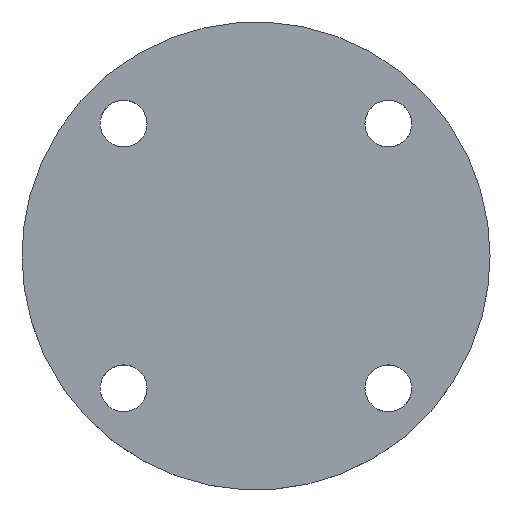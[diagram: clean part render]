
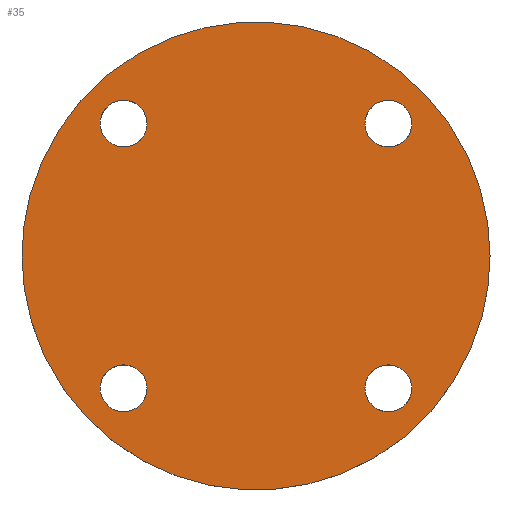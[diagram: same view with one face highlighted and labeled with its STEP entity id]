
A CAD part, top view. The second image highlights one B-rep face of the part: STEP entity #35.
In plain terms, the highlighted planar face has unit normal (0, 0, 1).
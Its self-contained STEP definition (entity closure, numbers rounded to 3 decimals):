
#35=ADVANCED_FACE('',(#87,#66,#67,#68,#69),#594,.T.);
#66=FACE_BOUND('',#134,.T.);
#67=FACE_BOUND('',#135,.T.);
#68=FACE_BOUND('',#136,.T.);
#69=FACE_BOUND('',#137,.T.);
#87=FACE_OUTER_BOUND('',#133,.T.);
#133=EDGE_LOOP('',(#241,#242));
#134=EDGE_LOOP('',(#243,#244));
#135=EDGE_LOOP('',(#245,#246));
#136=EDGE_LOOP('',(#247,#248));
#137=EDGE_LOOP('',(#249,#250));
#241=ORIENTED_EDGE('',*,*,#365,.T.);
#242=ORIENTED_EDGE('',*,*,#396,.T.);
#243=ORIENTED_EDGE('',*,*,#372,.T.);
#244=ORIENTED_EDGE('',*,*,#401,.T.);
#245=ORIENTED_EDGE('',*,*,#375,.T.);
#246=ORIENTED_EDGE('',*,*,#404,.T.);
#247=ORIENTED_EDGE('',*,*,#378,.T.);
#248=ORIENTED_EDGE('',*,*,#407,.T.);
#249=ORIENTED_EDGE('',*,*,#381,.T.);
#250=ORIENTED_EDGE('',*,*,#410,.T.);
#365=EDGE_CURVE('',#527,#547,#471,.T.);
#372=EDGE_CURVE('',#531,#549,#476,.T.);
#375=EDGE_CURVE('',#533,#551,#478,.T.);
#378=EDGE_CURVE('',#535,#553,#480,.T.);
#381=EDGE_CURVE('',#537,#555,#482,.T.);
#396=EDGE_CURVE('',#547,#527,#492,.T.);
#401=EDGE_CURVE('',#549,#531,#494,.T.);
#404=EDGE_CURVE('',#551,#533,#496,.T.);
#407=EDGE_CURVE('',#553,#535,#498,.T.);
#410=EDGE_CURVE('',#555,#537,#500,.T.);
#471=(
BOUNDED_CURVE()
B_SPLINE_CURVE(2,(#1159,#1160,#1161,#1162,#1163),.UNSPECIFIED.,.F.,.F.)
B_SPLINE_CURVE_WITH_KNOTS((3,2,3),(-314.159,-235.619,
-157.08),.UNSPECIFIED.)
CURVE()
GEOMETRIC_REPRESENTATION_ITEM()
RATIONAL_B_SPLINE_CURVE((1.,0.707,1.,0.707,1.))
REPRESENTATION_ITEM('')
);
#476=(
BOUNDED_CURVE()
B_SPLINE_CURVE(2,(#1194,#1195,#1196,#1197,#1198),.UNSPECIFIED.,.F.,.F.)
B_SPLINE_CURVE_WITH_KNOTS((3,2,3),(0.,9.425,18.85),
 .UNSPECIFIED.)
CURVE()
GEOMETRIC_REPRESENTATION_ITEM()
RATIONAL_B_SPLINE_CURVE((1.,0.707,1.,0.707,1.))
REPRESENTATION_ITEM('')
);
#478=(
BOUNDED_CURVE()
B_SPLINE_CURVE(2,(#1206,#1207,#1208,#1209,#1210),.UNSPECIFIED.,.F.,.F.)
B_SPLINE_CURVE_WITH_KNOTS((3,2,3),(0.,9.425,18.85),
 .UNSPECIFIED.)
CURVE()
GEOMETRIC_REPRESENTATION_ITEM()
RATIONAL_B_SPLINE_CURVE((1.,0.707,1.,0.707,1.))
REPRESENTATION_ITEM('')
);
#480=(
BOUNDED_CURVE()
B_SPLINE_CURVE(2,(#1218,#1219,#1220,#1221,#1222),.UNSPECIFIED.,.F.,.F.)
B_SPLINE_CURVE_WITH_KNOTS((3,2,3),(0.,9.425,18.85),
 .UNSPECIFIED.)
CURVE()
GEOMETRIC_REPRESENTATION_ITEM()
RATIONAL_B_SPLINE_CURVE((1.,0.707,1.,0.707,1.))
REPRESENTATION_ITEM('')
);
#482=(
BOUNDED_CURVE()
B_SPLINE_CURVE(2,(#1230,#1231,#1232,#1233,#1234),.UNSPECIFIED.,.F.,.F.)
B_SPLINE_CURVE_WITH_KNOTS((3,2,3),(0.,9.425,18.85),
 .UNSPECIFIED.)
CURVE()
GEOMETRIC_REPRESENTATION_ITEM()
RATIONAL_B_SPLINE_CURVE((1.,0.707,1.,0.707,1.))
REPRESENTATION_ITEM('')
);
#492=(
BOUNDED_CURVE()
B_SPLINE_CURVE(2,(#1284,#1285,#1286,#1287,#1288),.UNSPECIFIED.,.F.,.F.)
B_SPLINE_CURVE_WITH_KNOTS((3,2,3),(-157.08,-78.54,0.),
 .UNSPECIFIED.)
CURVE()
GEOMETRIC_REPRESENTATION_ITEM()
RATIONAL_B_SPLINE_CURVE((1.,0.707,1.,0.707,1.))
REPRESENTATION_ITEM('')
);
#494=(
BOUNDED_CURVE()
B_SPLINE_CURVE(2,(#1309,#1310,#1311,#1312,#1313),.UNSPECIFIED.,.F.,.F.)
B_SPLINE_CURVE_WITH_KNOTS((3,2,3),(18.85,28.274,37.699),
 .UNSPECIFIED.)
CURVE()
GEOMETRIC_REPRESENTATION_ITEM()
RATIONAL_B_SPLINE_CURVE((1.,0.707,1.,0.707,1.))
REPRESENTATION_ITEM('')
);
#496=(
BOUNDED_CURVE()
B_SPLINE_CURVE(2,(#1321,#1322,#1323,#1324,#1325),.UNSPECIFIED.,.F.,.F.)
B_SPLINE_CURVE_WITH_KNOTS((3,2,3),(18.85,28.274,37.699),
 .UNSPECIFIED.)
CURVE()
GEOMETRIC_REPRESENTATION_ITEM()
RATIONAL_B_SPLINE_CURVE((1.,0.707,1.,0.707,1.))
REPRESENTATION_ITEM('')
);
#498=(
BOUNDED_CURVE()
B_SPLINE_CURVE(2,(#1333,#1334,#1335,#1336,#1337),.UNSPECIFIED.,.F.,.F.)
B_SPLINE_CURVE_WITH_KNOTS((3,2,3),(18.85,28.274,37.699),
 .UNSPECIFIED.)
CURVE()
GEOMETRIC_REPRESENTATION_ITEM()
RATIONAL_B_SPLINE_CURVE((1.,0.707,1.,0.707,1.))
REPRESENTATION_ITEM('')
);
#500=(
BOUNDED_CURVE()
B_SPLINE_CURVE(2,(#1345,#1346,#1347,#1348,#1349),.UNSPECIFIED.,.F.,.F.)
B_SPLINE_CURVE_WITH_KNOTS((3,2,3),(18.85,28.274,37.699),
 .UNSPECIFIED.)
CURVE()
GEOMETRIC_REPRESENTATION_ITEM()
RATIONAL_B_SPLINE_CURVE((1.,0.707,1.,0.707,1.))
REPRESENTATION_ITEM('')
);
#527=VERTEX_POINT('',#1118);
#531=VERTEX_POINT('',#1122);
#533=VERTEX_POINT('',#1124);
#535=VERTEX_POINT('',#1126);
#537=VERTEX_POINT('',#1128);
#547=VERTEX_POINT('',#1138);
#549=VERTEX_POINT('',#1140);
#551=VERTEX_POINT('',#1142);
#553=VERTEX_POINT('',#1144);
#555=VERTEX_POINT('',#1146);
#594=PLANE('',#622);
#622=AXIS2_PLACEMENT_3D('',#890,#633,$);
#633=DIRECTION('',(0.,0.,1.));
#890=CARTESIAN_POINT('',(-75.,-75.,190.));
#1118=CARTESIAN_POINT('',(-60.,0.,190.));
#1122=CARTESIAN_POINT('',(27.941,33.941,190.));
#1124=CARTESIAN_POINT('',(-39.941,33.941,190.));
#1126=CARTESIAN_POINT('',(-39.941,-33.941,190.));
#1128=CARTESIAN_POINT('',(27.941,-33.941,190.));
#1138=CARTESIAN_POINT('',(60.,0.,190.));
#1140=CARTESIAN_POINT('',(39.941,33.941,190.));
#1142=CARTESIAN_POINT('',(-27.941,33.941,190.));
#1144=CARTESIAN_POINT('',(-27.941,-33.941,190.));
#1146=CARTESIAN_POINT('',(39.941,-33.941,190.));
#1159=CARTESIAN_POINT('',(-60.,0.,190.));
#1160=CARTESIAN_POINT('',(-60.,-60.,190.));
#1161=CARTESIAN_POINT('',(0.,-60.,190.));
#1162=CARTESIAN_POINT('',(60.,-60.,190.));
#1163=CARTESIAN_POINT('',(60.,0.,190.));
#1194=CARTESIAN_POINT('',(27.941,33.941,190.));
#1195=CARTESIAN_POINT('',(27.941,39.941,190.));
#1196=CARTESIAN_POINT('',(33.941,39.941,190.));
#1197=CARTESIAN_POINT('',(39.941,39.941,190.));
#1198=CARTESIAN_POINT('',(39.941,33.941,190.));
#1206=CARTESIAN_POINT('',(-39.941,33.941,190.));
#1207=CARTESIAN_POINT('',(-39.941,39.941,190.));
#1208=CARTESIAN_POINT('',(-33.941,39.941,190.));
#1209=CARTESIAN_POINT('',(-27.941,39.941,190.));
#1210=CARTESIAN_POINT('',(-27.941,33.941,190.));
#1218=CARTESIAN_POINT('',(-39.941,-33.941,190.));
#1219=CARTESIAN_POINT('',(-39.941,-27.941,190.));
#1220=CARTESIAN_POINT('',(-33.941,-27.941,190.));
#1221=CARTESIAN_POINT('',(-27.941,-27.941,190.));
#1222=CARTESIAN_POINT('',(-27.941,-33.941,190.));
#1230=CARTESIAN_POINT('',(27.941,-33.941,190.));
#1231=CARTESIAN_POINT('',(27.941,-27.941,190.));
#1232=CARTESIAN_POINT('',(33.941,-27.941,190.));
#1233=CARTESIAN_POINT('',(39.941,-27.941,190.));
#1234=CARTESIAN_POINT('',(39.941,-33.941,190.));
#1284=CARTESIAN_POINT('',(60.,0.,190.));
#1285=CARTESIAN_POINT('',(60.,60.,190.));
#1286=CARTESIAN_POINT('',(0.,60.,190.));
#1287=CARTESIAN_POINT('',(-60.,60.,190.));
#1288=CARTESIAN_POINT('',(-60.,0.,190.));
#1309=CARTESIAN_POINT('',(39.941,33.941,190.));
#1310=CARTESIAN_POINT('',(39.941,27.941,190.));
#1311=CARTESIAN_POINT('',(33.941,27.941,190.));
#1312=CARTESIAN_POINT('',(27.941,27.941,190.));
#1313=CARTESIAN_POINT('',(27.941,33.941,190.));
#1321=CARTESIAN_POINT('',(-27.941,33.941,190.));
#1322=CARTESIAN_POINT('',(-27.941,27.941,190.));
#1323=CARTESIAN_POINT('',(-33.941,27.941,190.));
#1324=CARTESIAN_POINT('',(-39.941,27.941,190.));
#1325=CARTESIAN_POINT('',(-39.941,33.941,190.));
#1333=CARTESIAN_POINT('',(-27.941,-33.941,190.));
#1334=CARTESIAN_POINT('',(-27.941,-39.941,190.));
#1335=CARTESIAN_POINT('',(-33.941,-39.941,190.));
#1336=CARTESIAN_POINT('',(-39.941,-39.941,190.));
#1337=CARTESIAN_POINT('',(-39.941,-33.941,190.));
#1345=CARTESIAN_POINT('',(39.941,-33.941,190.));
#1346=CARTESIAN_POINT('',(39.941,-39.941,190.));
#1347=CARTESIAN_POINT('',(33.941,-39.941,190.));
#1348=CARTESIAN_POINT('',(27.941,-39.941,190.));
#1349=CARTESIAN_POINT('',(27.941,-33.941,190.));
